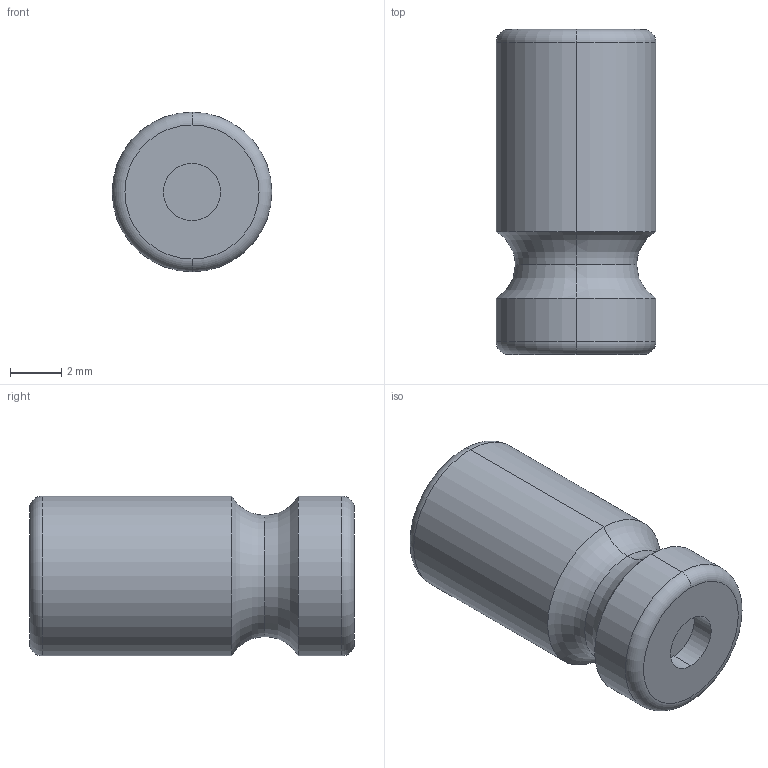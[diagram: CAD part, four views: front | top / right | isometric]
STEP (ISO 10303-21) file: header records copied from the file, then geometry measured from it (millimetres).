
FILE_DESCRIPTION (( 'STEP AP203' ), '1' );
FILE_NAME ('Cap Aluminum [60mm].STEP', '2012-07-06T19:15:50', ( 'University of Washington' ), ( 'CSE' ), 'SwSTEP 2.0', 'SolidWorks 2011', '' );
FILE_SCHEMA (( 'CONFIG_CONTROL_DESIGN' ));
Length unit declared in the file: millimetre
Products named in the file (1): Cap Aluminum [60mm]
Bounding box: 6.24 x 12.7 x 6.24 mm (x, y, z)
Volume: 356 mm3; surface area: 313 mm2
Topology: 1 solids, 1 shells, 20 faces, 38 edges, 22 vertices
Faces by surface type: torus 8, cylinder 8, plane 4
Entity records: 589 total; most frequent: DIRECTION 110, CARTESIAN_POINT 81, ORIENTED_EDGE 76, AXIS2_PLACEMENT_3D 51, EDGE_CURVE 38, CIRCLE 30, EDGE_LOOP 22, VERTEX_POINT 22
